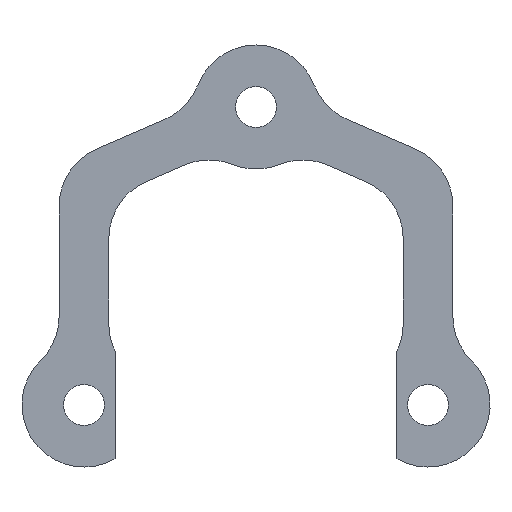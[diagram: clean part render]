
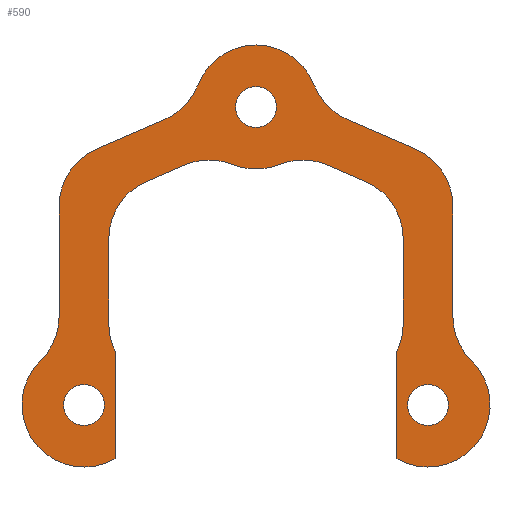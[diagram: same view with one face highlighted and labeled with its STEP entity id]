
A CAD part, left-side view. The second image highlights one B-rep face of the part: STEP entity #590.
In plain terms, the highlighted planar face has unit normal (-1, 0, 0).
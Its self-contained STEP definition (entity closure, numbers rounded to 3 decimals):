
#15=FACE_BOUND('',#80,.T.);
#16=FACE_BOUND('',#81,.T.);
#17=FACE_BOUND('',#82,.T.);
#25=PLANE('',#657);
#48=FACE_OUTER_BOUND('',#79,.T.);
#79=EDGE_LOOP('',(#442,#443,#444,#445,#446,#447,#448,#449,#450,#451,#452,
#453,#454,#455,#456,#457,#458,#459,#460,#461,#462,#463,#464,#465,#466,#467));
#80=EDGE_LOOP('',(#468));
#81=EDGE_LOOP('',(#469));
#82=EDGE_LOOP('',(#470));
#108=LINE('',#914,#157);
#116=LINE('',#938,#165);
#120=LINE('',#950,#169);
#126=LINE('',#974,#175);
#129=LINE('',#986,#178);
#130=LINE('',#994,#179);
#131=LINE('',#998,#180);
#132=LINE('',#999,#181);
#133=LINE('',#1000,#182);
#134=LINE('',#1001,#183);
#157=VECTOR('',#724,10.);
#165=VECTOR('',#746,10.);
#169=VECTOR('',#758,10.);
#175=VECTOR('',#784,10.);
#178=VECTOR('',#795,10.);
#179=VECTOR('',#802,10.);
#180=VECTOR('',#807,10.);
#181=VECTOR('',#808,10.);
#182=VECTOR('',#809,10.);
#183=VECTOR('',#810,10.);
#199=CIRCLE('',#621,5.);
#201=CIRCLE('',#624,5.);
#203=CIRCLE('',#627,5.);
#205=CIRCLE('',#630,5.);
#208=CIRCLE('',#635,5.);
#209=CIRCLE('',#637,5.);
#211=CIRCLE('',#641,5.);
#213=CIRCLE('',#645,5.);
#216=CIRCLE('',#649,5.);
#217=CIRCLE('',#651,5.);
#220=CIRCLE('',#656,5.);
#221=CIRCLE('',#658,5.);
#222=CIRCLE('',#659,5.);
#223=CIRCLE('',#660,5.);
#224=CIRCLE('',#661,5.);
#225=CIRCLE('',#662,5.);
#226=CIRCLE('',#663,1.65);
#227=CIRCLE('',#664,1.65);
#228=CIRCLE('',#665,1.65);
#237=VERTEX_POINT('',#880);
#238=VERTEX_POINT('',#881);
#241=VERTEX_POINT('',#889);
#243=VERTEX_POINT('',#895);
#244=VERTEX_POINT('',#896);
#247=VERTEX_POINT('',#904);
#248=VERTEX_POINT('',#905);
#251=VERTEX_POINT('',#913);
#255=VERTEX_POINT('',#922);
#256=VERTEX_POINT('',#924);
#257=VERTEX_POINT('',#928);
#258=VERTEX_POINT('',#929);
#261=VERTEX_POINT('',#940);
#262=VERTEX_POINT('',#941);
#265=VERTEX_POINT('',#952);
#266=VERTEX_POINT('',#953);
#269=VERTEX_POINT('',#964);
#270=VERTEX_POINT('',#965);
#275=VERTEX_POINT('',#979);
#276=VERTEX_POINT('',#981);
#277=VERTEX_POINT('',#985);
#278=VERTEX_POINT('',#987);
#279=VERTEX_POINT('',#989);
#280=VERTEX_POINT('',#991);
#281=VERTEX_POINT('',#993);
#282=VERTEX_POINT('',#996);
#283=VERTEX_POINT('',#1002);
#284=VERTEX_POINT('',#1004);
#285=VERTEX_POINT('',#1006);
#295=EDGE_CURVE('',#237,#238,#199,.T.);
#299=EDGE_CURVE('',#238,#241,#201,.T.);
#302=EDGE_CURVE('',#243,#244,#203,.F.);
#306=EDGE_CURVE('',#247,#248,#205,.T.);
#310=EDGE_CURVE('',#248,#251,#108,.T.);
#315=EDGE_CURVE('',#256,#255,#208,.F.);
#317=EDGE_CURVE('',#257,#258,#209,.T.);
#322=EDGE_CURVE('',#255,#258,#116,.T.);
#323=EDGE_CURVE('',#261,#262,#211,.T.);
#328=EDGE_CURVE('',#257,#262,#120,.T.);
#329=EDGE_CURVE('',#265,#266,#213,.T.);
#334=EDGE_CURVE('',#266,#261,#216,.T.);
#335=EDGE_CURVE('',#269,#270,#217,.T.);
#340=EDGE_CURVE('',#270,#265,#126,.T.);
#343=EDGE_CURVE('',#275,#276,#220,.T.);
#345=EDGE_CURVE('',#275,#277,#129,.T.);
#346=EDGE_CURVE('',#278,#277,#221,.T.);
#347=EDGE_CURVE('',#279,#278,#222,.T.);
#348=EDGE_CURVE('',#280,#279,#223,.T.);
#349=EDGE_CURVE('',#281,#280,#130,.T.);
#350=EDGE_CURVE('',#251,#281,#224,.T.);
#351=EDGE_CURVE('',#282,#247,#225,.T.);
#352=EDGE_CURVE('',#282,#256,#131,.T.);
#353=EDGE_CURVE('',#243,#269,#132,.T.);
#354=EDGE_CURVE('',#241,#244,#133,.T.);
#355=EDGE_CURVE('',#237,#276,#134,.T.);
#356=EDGE_CURVE('',#283,#283,#226,.T.);
#357=EDGE_CURVE('',#284,#284,#227,.T.);
#358=EDGE_CURVE('',#285,#285,#228,.T.);
#442=ORIENTED_EDGE('',*,*,#343,.F.);
#443=ORIENTED_EDGE('',*,*,#345,.T.);
#444=ORIENTED_EDGE('',*,*,#346,.F.);
#445=ORIENTED_EDGE('',*,*,#347,.F.);
#446=ORIENTED_EDGE('',*,*,#348,.F.);
#447=ORIENTED_EDGE('',*,*,#349,.F.);
#448=ORIENTED_EDGE('',*,*,#350,.F.);
#449=ORIENTED_EDGE('',*,*,#310,.F.);
#450=ORIENTED_EDGE('',*,*,#306,.F.);
#451=ORIENTED_EDGE('',*,*,#351,.F.);
#452=ORIENTED_EDGE('',*,*,#352,.T.);
#453=ORIENTED_EDGE('',*,*,#315,.T.);
#454=ORIENTED_EDGE('',*,*,#322,.T.);
#455=ORIENTED_EDGE('',*,*,#317,.F.);
#456=ORIENTED_EDGE('',*,*,#328,.T.);
#457=ORIENTED_EDGE('',*,*,#323,.F.);
#458=ORIENTED_EDGE('',*,*,#334,.F.);
#459=ORIENTED_EDGE('',*,*,#329,.F.);
#460=ORIENTED_EDGE('',*,*,#340,.F.);
#461=ORIENTED_EDGE('',*,*,#335,.F.);
#462=ORIENTED_EDGE('',*,*,#353,.F.);
#463=ORIENTED_EDGE('',*,*,#302,.T.);
#464=ORIENTED_EDGE('',*,*,#354,.F.);
#465=ORIENTED_EDGE('',*,*,#299,.F.);
#466=ORIENTED_EDGE('',*,*,#295,.F.);
#467=ORIENTED_EDGE('',*,*,#355,.T.);
#468=ORIENTED_EDGE('',*,*,#356,.F.);
#469=ORIENTED_EDGE('',*,*,#357,.F.);
#470=ORIENTED_EDGE('',*,*,#358,.F.);
#590=ADVANCED_FACE('',(#48,#15,#16,#17),#25,.F.);
#621=AXIS2_PLACEMENT_3D('',#882,#693,#694);
#624=AXIS2_PLACEMENT_3D('',#890,#701,#702);
#627=AXIS2_PLACEMENT_3D('',#897,#708,#709);
#630=AXIS2_PLACEMENT_3D('',#906,#716,#717);
#635=AXIS2_PLACEMENT_3D('',#925,#732,#733);
#637=AXIS2_PLACEMENT_3D('',#930,#737,#738);
#641=AXIS2_PLACEMENT_3D('',#942,#749,#750);
#645=AXIS2_PLACEMENT_3D('',#954,#761,#762);
#649=AXIS2_PLACEMENT_3D('',#962,#771,#772);
#651=AXIS2_PLACEMENT_3D('',#966,#775,#776);
#656=AXIS2_PLACEMENT_3D('',#982,#790,#791);
#657=AXIS2_PLACEMENT_3D('',#984,#793,#794);
#658=AXIS2_PLACEMENT_3D('',#988,#796,#797);
#659=AXIS2_PLACEMENT_3D('',#990,#798,#799);
#660=AXIS2_PLACEMENT_3D('',#992,#800,#801);
#661=AXIS2_PLACEMENT_3D('',#995,#803,#804);
#662=AXIS2_PLACEMENT_3D('',#997,#805,#806);
#663=AXIS2_PLACEMENT_3D('',#1003,#811,#812);
#664=AXIS2_PLACEMENT_3D('',#1005,#813,#814);
#665=AXIS2_PLACEMENT_3D('',#1007,#815,#816);
#693=DIRECTION('center_axis',(-1.,0.,0.));
#694=DIRECTION('ref_axis',(0.,0.922,-0.387));
#701=DIRECTION('center_axis',(1.,0.,0.));
#702=DIRECTION('ref_axis',(0.,0.,-1.));
#708=DIRECTION('center_axis',(-1.,0.,0.));
#709=DIRECTION('ref_axis',(0.,-0.9,-0.436));
#716=DIRECTION('center_axis',(-1.,0.,0.));
#717=DIRECTION('ref_axis',(0.,-0.922,-0.387));
#724=DIRECTION('',(0.,0.,1.));
#732=DIRECTION('center_axis',(-1.,0.,0.));
#733=DIRECTION('ref_axis',(0.,0.9,-0.436));
#737=DIRECTION('center_axis',(-1.,0.,0.));
#738=DIRECTION('ref_axis',(0.,0.836,0.549));
#746=DIRECTION('',(0.,0.,1.));
#749=DIRECTION('center_axis',(-1.,0.,0.));
#750=DIRECTION('ref_axis',(0.,0.011,1.));
#758=DIRECTION('',(0.,-0.918,0.397));
#761=DIRECTION('center_axis',(-1.,0.,0.));
#762=DIRECTION('ref_axis',(0.,-0.011,1.));
#771=DIRECTION('center_axis',(1.,0.,0.));
#772=DIRECTION('ref_axis',(0.,0.,-1.));
#775=DIRECTION('center_axis',(-1.,0.,0.));
#776=DIRECTION('ref_axis',(0.,-0.836,0.549));
#784=DIRECTION('',(0.,0.918,0.397));
#790=DIRECTION('center_axis',(1.,0.,0.));
#791=DIRECTION('ref_axis',(0.,-0.836,0.549));
#793=DIRECTION('center_axis',(1.,0.,0.));
#794=DIRECTION('ref_axis',(0.,0.,-1.));
#795=DIRECTION('',(0.,0.918,0.397));
#796=DIRECTION('center_axis',(-1.,0.,0.));
#797=DIRECTION('ref_axis',(0.,0.722,-0.692));
#798=DIRECTION('center_axis',(1.,0.,0.));
#799=DIRECTION('ref_axis',(0.,0.,-1.));
#800=DIRECTION('center_axis',(-1.,0.,0.));
#801=DIRECTION('ref_axis',(0.,-0.722,-0.692));
#802=DIRECTION('',(0.,-0.918,0.397));
#803=DIRECTION('center_axis',(1.,0.,0.));
#804=DIRECTION('ref_axis',(0.,0.836,0.549));
#805=DIRECTION('center_axis',(1.,0.,0.));
#806=DIRECTION('ref_axis',(0.,0.,-1.));
#807=DIRECTION('',(0.,0.,1.));
#808=DIRECTION('',(0.,0.,1.));
#809=DIRECTION('',(0.,0.,1.));
#810=DIRECTION('',(0.,0.,1.));
#811=DIRECTION('center_axis',(-1.,0.,0.));
#812=DIRECTION('ref_axis',(0.,0.,-1.));
#813=DIRECTION('center_axis',(-1.,0.,0.));
#814=DIRECTION('ref_axis',(0.,0.,-1.));
#815=DIRECTION('center_axis',(-1.,0.,0.));
#816=DIRECTION('ref_axis',(0.,0.,-1.));
#880=CARTESIAN_POINT('',(0.,-34.668,-52.542));
#881=CARTESIAN_POINT('',(0.,-36.168,-56.112));
#882=CARTESIAN_POINT('Origin',(0.,-39.668,-52.542));
#889=CARTESIAN_POINT('',(0.,-30.168,-64.013));
#890=CARTESIAN_POINT('Origin',(0.,-32.668,-59.683));
#895=CARTESIAN_POINT('',(0.,-30.668,-53.174));
#896=CARTESIAN_POINT('',(0.,-30.168,-55.353));
#897=CARTESIAN_POINT('Origin',(0.,-25.668,-53.174));
#904=CARTESIAN_POINT('',(0.,-1.455,-56.112));
#905=CARTESIAN_POINT('',(0.,-2.955,-52.542));
#906=CARTESIAN_POINT('Origin',(0.,2.045,-52.542));
#913=CARTESIAN_POINT('',(0.,-2.955,-43.653));
#914=CARTESIAN_POINT('',(0.,-2.955,-59.683));
#922=CARTESIAN_POINT('',(0.,-6.955,-53.174));
#924=CARTESIAN_POINT('',(0.,-7.455,-55.353));
#925=CARTESIAN_POINT('Origin',(0.,-11.955,-53.174));
#928=CARTESIAN_POINT('',(0.,-9.968,-41.692));
#929=CARTESIAN_POINT('',(0.,-6.955,-46.28));
#930=CARTESIAN_POINT('Origin',(0.,-11.955,-46.28));
#938=CARTESIAN_POINT('',(0.,-6.955,-59.683));
#940=CARTESIAN_POINT('',(0.,-16.925,-40.314));
#941=CARTESIAN_POINT('',(0.,-13.052,-40.356));
#942=CARTESIAN_POINT('Origin',(0.,-15.039,-44.944));
#950=CARTESIAN_POINT('',(0.,-6.955,-42.997));
#952=CARTESIAN_POINT('',(0.,-24.57,-40.356));
#953=CARTESIAN_POINT('',(0.,-20.697,-40.314));
#954=CARTESIAN_POINT('Origin',(0.,-22.583,-44.944));
#962=CARTESIAN_POINT('Origin',(0.,-18.811,-35.683));
#964=CARTESIAN_POINT('',(0.,-30.668,-46.28));
#965=CARTESIAN_POINT('',(0.,-27.654,-41.692));
#966=CARTESIAN_POINT('Origin',(0.,-25.668,-46.28));
#974=CARTESIAN_POINT('',(0.,-30.668,-42.997));
#979=CARTESIAN_POINT('',(0.,-31.654,-39.065));
#981=CARTESIAN_POINT('',(0.,-34.668,-43.653));
#982=CARTESIAN_POINT('Origin',(0.,-29.668,-43.653));
#984=CARTESIAN_POINT('Origin',(0.,-18.811,-47.683));
#985=CARTESIAN_POINT('',(0.,-26.159,-36.685));
#986=CARTESIAN_POINT('',(0.,-34.668,-40.37));
#987=CARTESIAN_POINT('',(0.,-23.479,-33.89));
#988=CARTESIAN_POINT('Origin',(0.,-28.146,-32.097));
#989=CARTESIAN_POINT('',(0.,-14.144,-33.89));
#990=CARTESIAN_POINT('Origin',(0.,-18.811,-35.683));
#991=CARTESIAN_POINT('',(0.,-11.463,-36.685));
#992=CARTESIAN_POINT('Origin',(0.,-9.476,-32.097));
#993=CARTESIAN_POINT('',(0.,-5.968,-39.065));
#994=CARTESIAN_POINT('',(0.,-2.955,-40.37));
#995=CARTESIAN_POINT('Origin',(0.,-7.955,-43.653));
#996=CARTESIAN_POINT('',(0.,-7.455,-64.013));
#997=CARTESIAN_POINT('Origin',(0.,-4.955,-59.683));
#998=CARTESIAN_POINT('',(0.,-7.455,-64.013));
#999=CARTESIAN_POINT('',(0.,-30.668,-59.683));
#1000=CARTESIAN_POINT('',(0.,-30.168,-64.013));
#1001=CARTESIAN_POINT('',(0.,-34.668,-59.683));
#1002=CARTESIAN_POINT('',(0.,-32.668,-58.033));
#1003=CARTESIAN_POINT('Origin',(0.,-32.668,-59.683));
#1004=CARTESIAN_POINT('',(0.,-4.955,-58.033));
#1005=CARTESIAN_POINT('Origin',(0.,-4.955,-59.683));
#1006=CARTESIAN_POINT('',(0.,-18.811,-34.033));
#1007=CARTESIAN_POINT('Origin',(0.,-18.811,-35.683));
